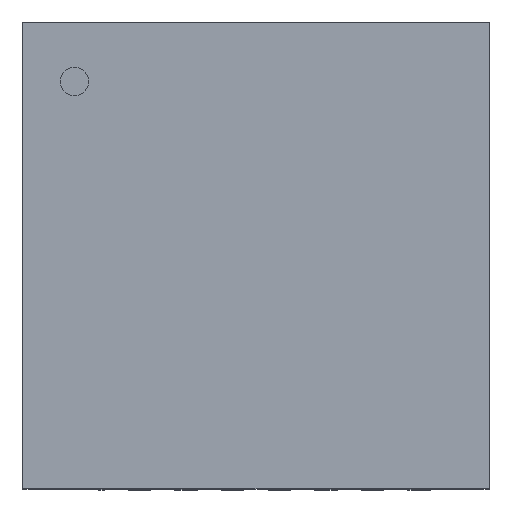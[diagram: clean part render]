
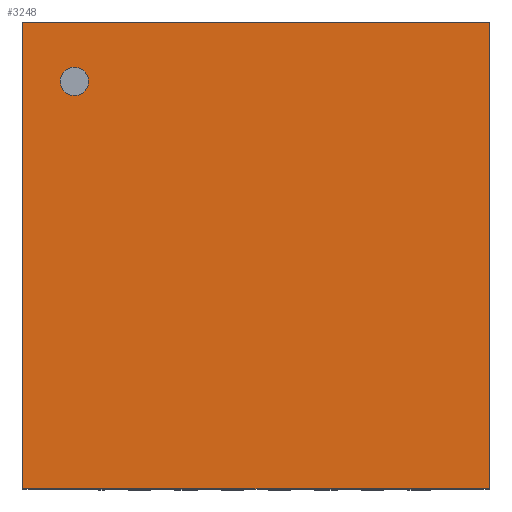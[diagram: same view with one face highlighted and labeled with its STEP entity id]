
A CAD part, top view. The second image highlights one B-rep face of the part: STEP entity #3248.
In plain terms, the highlighted planar face has unit normal (0, 0, 1).
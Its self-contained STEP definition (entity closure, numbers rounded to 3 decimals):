
#190 = EDGE_CURVE ( 'NONE', #6166, #14098, #9683, .T. ) ;
#191 = VECTOR ( 'NONE', #12735, 1000. ) ;
#214 = VECTOR ( 'NONE', #10552, 1000. ) ;
#409 = LINE ( 'NONE', #13441, #214 ) ;
#1102 = ORIENTED_EDGE ( 'NONE', *, *, #5954, .T. ) ;
#1191 = CARTESIAN_POINT ( 'NONE',  ( 2.5, 2.5, 0.75 ) ) ;
#1426 = CARTESIAN_POINT ( 'NONE',  ( 2.5, -2.5, 0.75 ) ) ;
#1692 = DIRECTION ( 'NONE',  ( -1., 0., 0. ) ) ;
#2141 = CARTESIAN_POINT ( 'NONE',  ( -1.948, 1.872, 0.75 ) ) ;
#2251 = DIRECTION ( 'NONE',  ( 1., 0., 0. ) ) ;
#2445 = LINE ( 'NONE', #1426, #5133 ) ;
#2576 = EDGE_CURVE ( 'NONE', #7568, #8480, #15664, .T. ) ;
#2800 = PLANE ( 'NONE',  #9949 ) ;
#2853 = CIRCLE ( 'NONE', #11849, 0.153 ) ;
#3248 = ADVANCED_FACE ( 'NONE', ( #13518, #3763 ), #2800, .F. ) ;
#3438 = DIRECTION ( 'NONE',  ( 1., 0., 0. ) ) ;
#3763 = FACE_OUTER_BOUND ( 'NONE', #15455, .T. ) ;
#3987 = ORIENTED_EDGE ( 'NONE', *, *, #5334, .F. ) ;
#4403 = DIRECTION ( 'NONE',  ( 0., -1., 0. ) ) ;
#4515 = VERTEX_POINT ( 'NONE', #6872 ) ;
#4630 = CARTESIAN_POINT ( 'NONE',  ( -2.101, 1.872, 0.75 ) ) ;
#5133 = VECTOR ( 'NONE', #7366, 1000. ) ;
#5326 = CARTESIAN_POINT ( 'NONE',  ( 0., 0., 0.75 ) ) ;
#5334 = EDGE_CURVE ( 'NONE', #11241, #4515, #2853, .T. ) ;
#5954 = EDGE_CURVE ( 'NONE', #14098, #7568, #2445, .T. ) ;
#6017 = ORIENTED_EDGE ( 'NONE', *, *, #2576, .T. ) ;
#6166 = VERTEX_POINT ( 'NONE', #13843 ) ;
#6872 = CARTESIAN_POINT ( 'NONE',  ( -1.796, 1.872, 0.75 ) ) ;
#7068 = DIRECTION ( 'NONE',  ( 0., 0., 1. ) ) ;
#7366 = DIRECTION ( 'NONE',  ( 1., 0., 0. ) ) ;
#7568 = VERTEX_POINT ( 'NONE', #12771 ) ;
#7787 = CARTESIAN_POINT ( 'NONE',  ( 2.5, 2.5, 0.75 ) ) ;
#8480 = VERTEX_POINT ( 'NONE', #1191 ) ;
#8558 = EDGE_CURVE ( 'NONE', #8480, #6166, #409, .T. ) ;
#9683 = LINE ( 'NONE', #11230, #13886 ) ;
#9878 = CARTESIAN_POINT ( 'NONE',  ( -2.5, -2.5, 0.75 ) ) ;
#9949 = AXIS2_PLACEMENT_3D ( 'NONE', #5326, #14922, #1692 ) ;
#10053 = AXIS2_PLACEMENT_3D ( 'NONE', #2141, #7068, #2251 ) ;
#10552 = DIRECTION ( 'NONE',  ( -1., 0., 0. ) ) ;
#10561 = EDGE_LOOP ( 'NONE', ( #10945, #3987 ) ) ;
#10945 = ORIENTED_EDGE ( 'NONE', *, *, #15648, .F. ) ;
#11230 = CARTESIAN_POINT ( 'NONE',  ( -2.5, 2.5, 0.75 ) ) ;
#11241 = VERTEX_POINT ( 'NONE', #4630 ) ;
#11849 = AXIS2_PLACEMENT_3D ( 'NONE', #14558, #13377, #3438 ) ;
#12735 = DIRECTION ( 'NONE',  ( 0., 1., 0. ) ) ;
#12771 = CARTESIAN_POINT ( 'NONE',  ( 2.5, -2.5, 0.75 ) ) ;
#12877 = ORIENTED_EDGE ( 'NONE', *, *, #8558, .T. ) ;
#13377 = DIRECTION ( 'NONE',  ( 0., 0., 1. ) ) ;
#13441 = CARTESIAN_POINT ( 'NONE',  ( 2.5, 2.5, 0.75 ) ) ;
#13518 = FACE_BOUND ( 'NONE', #10561, .T. ) ;
#13723 = CIRCLE ( 'NONE', #10053, 0.153 ) ;
#13843 = CARTESIAN_POINT ( 'NONE',  ( -2.5, 2.5, 0.75 ) ) ;
#13886 = VECTOR ( 'NONE', #4403, 1000. ) ;
#14098 = VERTEX_POINT ( 'NONE', #9878 ) ;
#14558 = CARTESIAN_POINT ( 'NONE',  ( -1.948, 1.872, 0.75 ) ) ;
#14922 = DIRECTION ( 'NONE',  ( 0., 0., -1. ) ) ;
#15167 = ORIENTED_EDGE ( 'NONE', *, *, #190, .T. ) ;
#15455 = EDGE_LOOP ( 'NONE', ( #15167, #1102, #6017, #12877 ) ) ;
#15648 = EDGE_CURVE ( 'NONE', #4515, #11241, #13723, .T. ) ;
#15664 = LINE ( 'NONE', #7787, #191 ) ;
